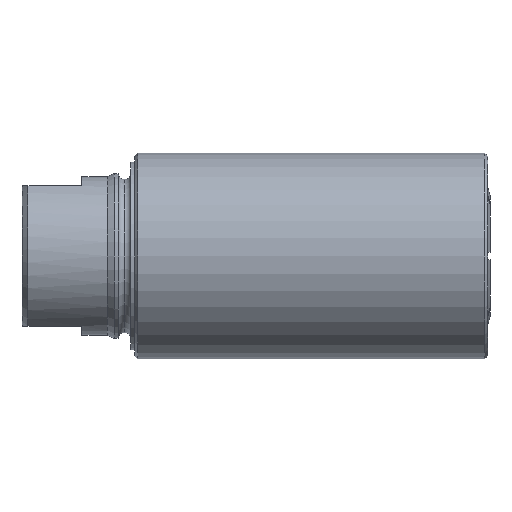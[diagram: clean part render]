
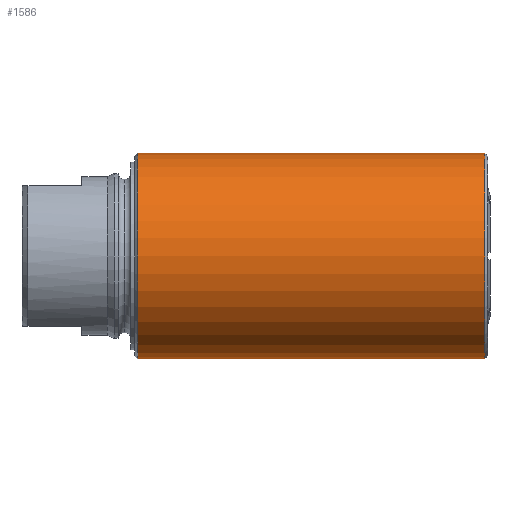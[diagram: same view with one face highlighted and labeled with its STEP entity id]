
A CAD part, front view. The second image highlights one B-rep face of the part: STEP entity #1586.
In plain terms, the highlighted cylindrical face has radius 17.462 mm (diameter 34.925 mm), a full revolution.
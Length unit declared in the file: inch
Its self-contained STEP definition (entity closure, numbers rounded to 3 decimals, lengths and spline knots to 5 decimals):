
#65=CYLINDRICAL_SURFACE($,#1758,0.6875);
#318=FACE_BOUND($,#524,.T.);
#420=FACE_OUTER_BOUND($,#523,.T.);
#523=EDGE_LOOP($,(#1405));
#524=EDGE_LOOP($,(#1406));
#660=CIRCLE($,#1755,0.6875);
#662=CIRCLE($,#1759,0.6875);
#809=VERTEX_POINT($,#2744);
#811=VERTEX_POINT($,#2750);
#1024=EDGE_CURVE($,#809,#809,#660,.T.);
#1026=EDGE_CURVE($,#811,#811,#662,.T.);
#1405=ORIENTED_EDGE($,*,*,#1026,.F.);
#1406=ORIENTED_EDGE($,*,*,#1024,.F.);
#1586=ADVANCED_FACE($,(#420,#318),#65,.T.);
#1755=AXIS2_PLACEMENT_3D($,#2745,#2160,#2161);
#1758=AXIS2_PLACEMENT_3D($,#2749,#2166,#2167);
#1759=AXIS2_PLACEMENT_3D($,#2751,#2168,#2169);
#2160=DIRECTION('center_axis',(-1.,0.,0.));
#2161=DIRECTION('ref_axis',(0.,-1.,0.));
#2166=DIRECTION('center_axis',(1.,0.,0.));
#2167=DIRECTION('ref_axis',(0.,1.,0.));
#2168=DIRECTION('center_axis',(1.,0.,0.));
#2169=DIRECTION('ref_axis',(0.,0.,-1.));
#2744=CARTESIAN_POINT('',(0.772,0.6875,0.));
#2745=CARTESIAN_POINT('Origin',(0.772,0.,0.));
#2749=CARTESIAN_POINT('Origin',(1.922,0.,0.));
#2750=CARTESIAN_POINT('',(3.092,0.6875,0.));
#2751=CARTESIAN_POINT('Origin',(3.092,0.,0.));
